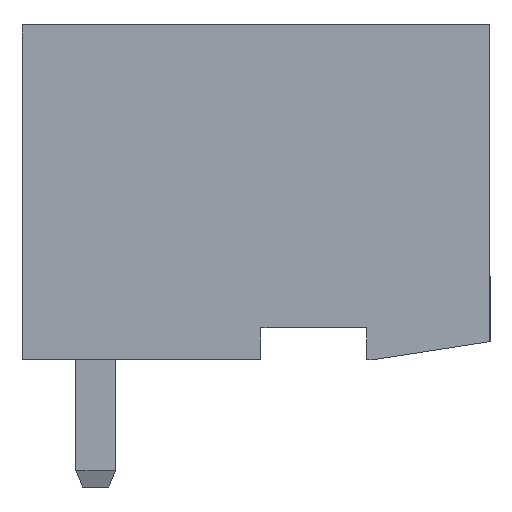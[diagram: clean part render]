
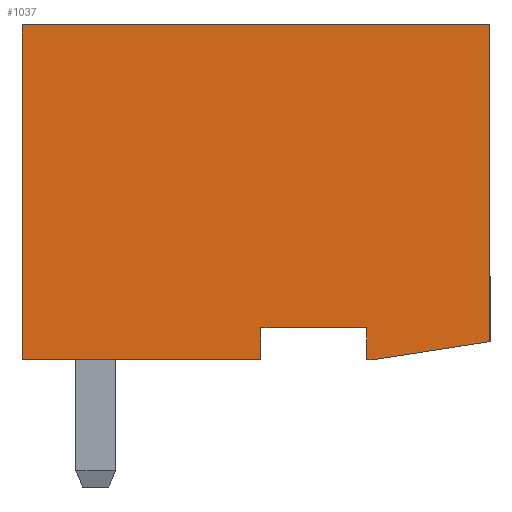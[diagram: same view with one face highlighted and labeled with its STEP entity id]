
A CAD part, left-side view. The second image highlights one B-rep face of the part: STEP entity #1037.
In plain terms, the highlighted planar face has unit normal (-1, 0, 0).
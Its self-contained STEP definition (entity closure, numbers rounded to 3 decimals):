
#1024=AXIS2_PLACEMENT_3D('Plane Axis2P3D',#1021,#1022,#1023) ;
#49=CARTESIAN_POINT('Vertex',(0.,5.75,4.)) ;
#52=CARTESIAN_POINT('Line Origine',(0.,5.75,3.6)) ;
#56=CARTESIAN_POINT('Vertex',(0.,5.75,3.2)) ;
#103=CARTESIAN_POINT('Vertex',(0.,3.1,4.)) ;
#106=CARTESIAN_POINT('Line Origine',(0.,4.425,4.)) ;
#246=CARTESIAN_POINT('Vertex',(0.,3.1,3.2)) ;
#249=CARTESIAN_POINT('Line Origine',(0.,3.1,3.6)) ;
#305=CARTESIAN_POINT('Vertex',(0.,2.9,3.2)) ;
#308=CARTESIAN_POINT('Line Origine',(0.,3.,3.2)) ;
#336=CARTESIAN_POINT('Vertex',(0.,0.,3.65)) ;
#339=CARTESIAN_POINT('Line Origine',(0.,1.45,3.425)) ;
#367=CARTESIAN_POINT('Vertex',(0.,0.,11.6)) ;
#370=CARTESIAN_POINT('Line Origine',(0.,0.,7.625)) ;
#822=CARTESIAN_POINT('Vertex',(0.,11.75,11.6)) ;
#825=CARTESIAN_POINT('Line Origine',(0.,5.875,11.6)) ;
#853=CARTESIAN_POINT('Vertex',(0.,11.75,3.2)) ;
#856=CARTESIAN_POINT('Line Origine',(0.,11.75,7.4)) ;
#873=CARTESIAN_POINT('Line Origine',(0.,8.75,3.2)) ;
#1021=CARTESIAN_POINT('Axis2P3D Location',(0.,0.,0.)) ;
#53=DIRECTION('Vector Direction',(0.,0.,1.)) ;
#107=DIRECTION('Vector Direction',(0.,-1.,0.)) ;
#250=DIRECTION('Vector Direction',(0.,0.,-1.)) ;
#309=DIRECTION('Vector Direction',(0.,1.,0.)) ;
#340=DIRECTION('Vector Direction',(0.,-0.988,0.153)) ;
#371=DIRECTION('Vector Direction',(0.,0.,-1.)) ;
#826=DIRECTION('Vector Direction',(0.,1.,0.)) ;
#857=DIRECTION('Vector Direction',(0.,0.,1.)) ;
#874=DIRECTION('Vector Direction',(0.,1.,0.)) ;
#1022=DIRECTION('Axis2P3D Direction',(-1.,0.,0.)) ;
#1023=DIRECTION('Axis2P3D XDirection',(0.,-1.,0.)) ;
#54=VECTOR('Line Direction',#53,1.) ;
#108=VECTOR('Line Direction',#107,1.) ;
#251=VECTOR('Line Direction',#250,1.) ;
#310=VECTOR('Line Direction',#309,1.) ;
#341=VECTOR('Line Direction',#340,1.) ;
#372=VECTOR('Line Direction',#371,1.) ;
#827=VECTOR('Line Direction',#826,1.) ;
#858=VECTOR('Line Direction',#857,1.) ;
#875=VECTOR('Line Direction',#874,1.) ;
#1027=ORIENTED_EDGE('',*,*,#58,.T.) ;
#1028=ORIENTED_EDGE('',*,*,#110,.T.) ;
#1029=ORIENTED_EDGE('',*,*,#253,.T.) ;
#1030=ORIENTED_EDGE('',*,*,#312,.T.) ;
#1031=ORIENTED_EDGE('',*,*,#343,.T.) ;
#1032=ORIENTED_EDGE('',*,*,#374,.T.) ;
#1033=ORIENTED_EDGE('',*,*,#829,.T.) ;
#1034=ORIENTED_EDGE('',*,*,#860,.T.) ;
#1035=ORIENTED_EDGE('',*,*,#877,.T.) ;
#1037=ADVANCED_FACE('HOUSING',(#1036),#1025,.T.) ;
#58=EDGE_CURVE('',#57,#50,#55,.T.) ;
#110=EDGE_CURVE('',#50,#104,#109,.T.) ;
#253=EDGE_CURVE('',#104,#247,#252,.T.) ;
#312=EDGE_CURVE('',#247,#306,#311,.F.) ;
#343=EDGE_CURVE('',#306,#337,#342,.T.) ;
#374=EDGE_CURVE('',#337,#368,#373,.F.) ;
#829=EDGE_CURVE('',#368,#823,#828,.T.) ;
#860=EDGE_CURVE('',#823,#854,#859,.F.) ;
#877=EDGE_CURVE('',#854,#57,#876,.F.) ;
#1026=EDGE_LOOP('',(#1027,#1028,#1029,#1030,#1031,#1032,#1033,#1034,#1035)) ;
#1036=FACE_OUTER_BOUND('',#1026,.T.) ;
#55=LINE('Line',#52,#54) ;
#109=LINE('Line',#106,#108) ;
#252=LINE('Line',#249,#251) ;
#311=LINE('Line',#308,#310) ;
#342=LINE('Line',#339,#341) ;
#373=LINE('Line',#370,#372) ;
#828=LINE('Line',#825,#827) ;
#859=LINE('Line',#856,#858) ;
#876=LINE('Line',#873,#875) ;
#1025=PLANE('',#1024) ;
#50=VERTEX_POINT('',#49) ;
#57=VERTEX_POINT('',#56) ;
#104=VERTEX_POINT('',#103) ;
#247=VERTEX_POINT('',#246) ;
#306=VERTEX_POINT('',#305) ;
#337=VERTEX_POINT('',#336) ;
#368=VERTEX_POINT('',#367) ;
#823=VERTEX_POINT('',#822) ;
#854=VERTEX_POINT('',#853) ;
